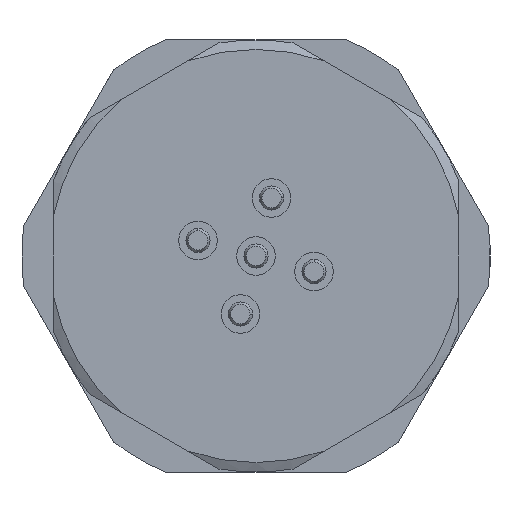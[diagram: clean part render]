
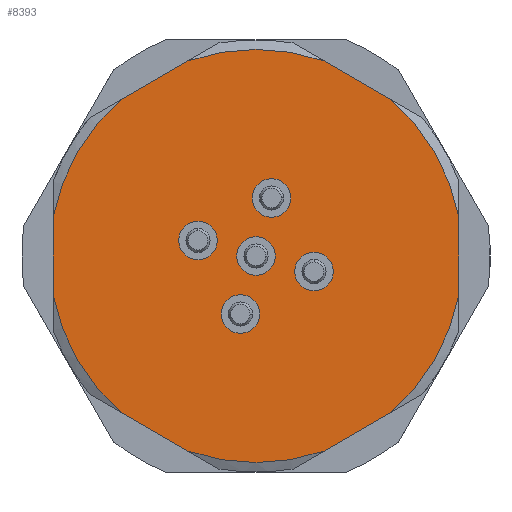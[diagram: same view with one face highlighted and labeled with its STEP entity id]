
A CAD part, front view. The second image highlights one B-rep face of the part: STEP entity #8393.
In plain terms, the highlighted planar face has unit normal (0, -1, 0).
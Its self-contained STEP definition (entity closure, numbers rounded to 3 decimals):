
#53=DIRECTION('',(0.866,0.,0.5));
#54=VECTOR('',#53,3.198);
#55=CARTESIAN_POINT('',(2.84,-10.017,-8.118));
#56=LINE('',#55,#54);
#62=CARTESIAN_POINT('',(5.61,-10.017,-6.518));
#87=CARTESIAN_POINT('',(0.,-10.017,0.));
#88=DIRECTION('',(0.,-1.,0.));
#89=DIRECTION('',(-0.652,0.,0.758));
#90=AXIS2_PLACEMENT_3D('',#87,#88,#89);
#92=CARTESIAN_POINT('',(0.,-10.017,0.));
#93=DIRECTION('',(0.,-1.,0.));
#94=DIRECTION('',(0.652,0.,-0.758));
#95=AXIS2_PLACEMENT_3D('',#92,#93,#94);
#102=CARTESIAN_POINT('',(0.,-10.017,0.));
#103=DIRECTION('',(0.,1.,0.));
#104=DIRECTION('',(0.33,0.,-0.944));
#105=AXIS2_PLACEMENT_3D('',#102,#103,#104);
#107=DIRECTION('',(-0.866,0.,0.5));
#108=VECTOR('',#107,3.198);
#109=CARTESIAN_POINT('',(-2.84,-10.017,
-8.118));
#110=LINE('',#109,#108);
#111=CARTESIAN_POINT('',(0.,-10.017,0.));
#112=DIRECTION('',(0.,1.,0.));
#113=DIRECTION('',(-0.652,0.,-0.758));
#114=AXIS2_PLACEMENT_3D('',#111,#112,#113);
#116=DIRECTION('',(0.,0.,1.));
#117=VECTOR('',#116,3.198);
#118=CARTESIAN_POINT('',(-8.45,-10.017,-1.599));
#119=LINE('',#118,#117);
#120=CARTESIAN_POINT('',(0.,-10.017,0.));
#121=DIRECTION('',(0.,1.,0.));
#122=DIRECTION('',(-0.33,0.,0.944));
#123=AXIS2_PLACEMENT_3D('',#120,#121,#122);
#125=CARTESIAN_POINT('',(0.,-10.017,0.));
#126=DIRECTION('',(0.,1.,0.));
#127=DIRECTION('',(0.652,0.,0.758));
#128=AXIS2_PLACEMENT_3D('',#125,#126,#127);
#130=CARTESIAN_POINT('',(2.415,-10.017,
-0.647));
#131=DIRECTION('',(0.,1.,0.));
#132=DIRECTION('',(0.,0.,-1.));
#133=AXIS2_PLACEMENT_3D('',#130,#131,#132);
#144=CARTESIAN_POINT('',(2.415,-10.017,
-0.647));
#145=DIRECTION('',(0.,1.,0.));
#146=DIRECTION('',(0.,0.,1.));
#147=AXIS2_PLACEMENT_3D('',#144,#145,#146);
#204=CARTESIAN_POINT('',(0.647,-10.017,2.415));
#205=DIRECTION('',(0.,1.,0.));
#206=DIRECTION('',(1.,0.,0.));
#207=AXIS2_PLACEMENT_3D('',#204,#205,#206);
#218=CARTESIAN_POINT('',(0.647,-10.017,2.415));
#219=DIRECTION('',(0.,1.,0.));
#220=DIRECTION('',(-1.,0.,0.));
#221=AXIS2_PLACEMENT_3D('',#218,#219,#220);
#278=CARTESIAN_POINT('',(-2.415,-10.017,
0.647));
#279=DIRECTION('',(0.,1.,0.));
#280=DIRECTION('',(0.,0.,1.));
#281=AXIS2_PLACEMENT_3D('',#278,#279,#280);
#292=CARTESIAN_POINT('',(-2.415,-10.017,
0.647));
#293=DIRECTION('',(0.,1.,0.));
#294=DIRECTION('',(0.,0.,-1.));
#295=AXIS2_PLACEMENT_3D('',#292,#293,#294);
#352=CARTESIAN_POINT('',(-0.647,-10.017,
-2.415));
#353=DIRECTION('',(0.,1.,0.));
#354=DIRECTION('',(-1.,0.,0.));
#355=AXIS2_PLACEMENT_3D('',#352,#353,#354);
#366=CARTESIAN_POINT('',(-0.647,-10.017,
-2.415));
#367=DIRECTION('',(0.,1.,0.));
#368=DIRECTION('',(1.,0.,0.));
#369=AXIS2_PLACEMENT_3D('',#366,#367,#368);
#426=CARTESIAN_POINT('',(0.,-10.017,0.));
#427=DIRECTION('',(0.,1.,0.));
#428=DIRECTION('',(-1.,0.,0.));
#429=AXIS2_PLACEMENT_3D('',#426,#427,#428);
#440=CARTESIAN_POINT('',(0.,-10.017,0.));
#441=DIRECTION('',(0.,1.,0.));
#442=DIRECTION('',(1.,0.,0.));
#443=AXIS2_PLACEMENT_3D('',#440,#441,#442);
#532=CARTESIAN_POINT('',(-8.45,-10.017,1.599));
#606=DIRECTION('',(-0.866,0.,0.5));
#607=VECTOR('',#606,3.198);
#608=CARTESIAN_POINT('',(5.61,-10.017,6.518));
#609=LINE('',#608,#607);
#642=DIRECTION('',(-0.866,0.,-0.5));
#643=VECTOR('',#642,3.198);
#644=CARTESIAN_POINT('',(-2.84,-10.017,8.118));
#645=LINE('',#644,#643);
#651=CARTESIAN_POINT('',(-5.61,-10.017,6.518));
#671=CARTESIAN_POINT('',(8.45,-10.017,-1.599));
#678=DIRECTION('',(0.,0.,1.));
#679=VECTOR('',#678,3.198);
#680=CARTESIAN_POINT('',(8.45,-10.017,-1.599));
#681=LINE('',#680,#679);
#8023=CARTESIAN_POINT('',(2.84,-10.017,
-8.118));
#8024=CARTESIAN_POINT('',(-2.84,-10.017,
-8.118));
#8025=VERTEX_POINT('',#8023);
#8026=VERTEX_POINT('',#8024);
#8027=CARTESIAN_POINT('',(-5.61,-10.017,
-6.518));
#8028=CARTESIAN_POINT('',(-8.45,-10.017,-1.599));
#8029=VERTEX_POINT('',#8027);
#8030=VERTEX_POINT('',#8028);
#8031=CARTESIAN_POINT('',(-2.84,-10.017,
8.118));
#8032=CARTESIAN_POINT('',(2.84,-10.017,8.118));
#8033=VERTEX_POINT('',#8031);
#8034=VERTEX_POINT('',#8032);
#8035=CARTESIAN_POINT('',(5.61,-10.017,6.518));
#8036=CARTESIAN_POINT('',(8.45,-10.017,1.599));
#8037=VERTEX_POINT('',#8035);
#8038=VERTEX_POINT('',#8036);
#8044=VERTEX_POINT('',#651);
#8045=VERTEX_POINT('',#671);
#8048=VERTEX_POINT('',#62);
#8049=VERTEX_POINT('',#532);
#8104=CARTESIAN_POINT('',(-0.8,-10.017,0.));
#8105=CARTESIAN_POINT('',(0.8,-10.017,0.));
#8106=VERTEX_POINT('',#8104);
#8107=VERTEX_POINT('',#8105);
#8108=CARTESIAN_POINT('',(-1.447,-10.017,
-2.415));
#8109=CARTESIAN_POINT('',(0.153,-10.017,
-2.415));
#8110=VERTEX_POINT('',#8108);
#8111=VERTEX_POINT('',#8109);
#8112=CARTESIAN_POINT('',(-2.415,-10.017,
1.447));
#8113=CARTESIAN_POINT('',(-2.415,-10.017,
-0.153));
#8114=VERTEX_POINT('',#8112);
#8115=VERTEX_POINT('',#8113);
#8116=CARTESIAN_POINT('',(1.447,-10.017,2.415));
#8117=CARTESIAN_POINT('',(-0.153,-10.017,
2.415));
#8118=VERTEX_POINT('',#8116);
#8119=VERTEX_POINT('',#8117);
#8120=CARTESIAN_POINT('',(2.415,-10.017,
-1.447));
#8121=CARTESIAN_POINT('',(2.415,-10.017,
0.153));
#8122=VERTEX_POINT('',#8120);
#8123=VERTEX_POINT('',#8121);
#8339=CARTESIAN_POINT('',(-3.875,-10.017,6.712));
#8340=DIRECTION('',(0.,-1.,0.));
#8341=DIRECTION('',(-0.5,0.,0.866));
#8342=AXIS2_PLACEMENT_3D('',#8339,#8340,#8341);
#8343=PLANE('',#8342);
#8344=ORIENTED_EDGE('',*,*,#8330,.F.);
#8345=ORIENTED_EDGE('',*,*,#8224,.F.);
#8346=ORIENTED_EDGE('',*,*,#8319,.T.);
#8348=ORIENTED_EDGE('',*,*,#8347,.T.);
#8349=ORIENTED_EDGE('',*,*,#8304,.T.);
#8351=ORIENTED_EDGE('',*,*,#8350,.T.);
#8352=ORIENTED_EDGE('',*,*,#8288,.F.);
#8354=ORIENTED_EDGE('',*,*,#8353,.F.);
#8355=ORIENTED_EDGE('',*,*,#8252,.T.);
#8357=ORIENTED_EDGE('',*,*,#8356,.F.);
#8358=ORIENTED_EDGE('',*,*,#8272,.T.);
#8360=ORIENTED_EDGE('',*,*,#8359,.F.);
#8361=EDGE_LOOP('',(#8344,#8345,#8346,#8348,#8349,#8351,#8352,#8354,#8355,#8357,
#8358,#8360));
#8362=FACE_OUTER_BOUND('',#8361,.F.);
#8364=ORIENTED_EDGE('',*,*,#8363,.F.);
#8366=ORIENTED_EDGE('',*,*,#8365,.F.);
#8367=EDGE_LOOP('',(#8364,#8366));
#8368=FACE_BOUND('',#8367,.F.);
#8370=ORIENTED_EDGE('',*,*,#8369,.F.);
#8372=ORIENTED_EDGE('',*,*,#8371,.F.);
#8373=EDGE_LOOP('',(#8370,#8372));
#8374=FACE_BOUND('',#8373,.F.);
#8376=ORIENTED_EDGE('',*,*,#8375,.F.);
#8378=ORIENTED_EDGE('',*,*,#8377,.F.);
#8379=EDGE_LOOP('',(#8376,#8378));
#8380=FACE_BOUND('',#8379,.F.);
#8382=ORIENTED_EDGE('',*,*,#8381,.F.);
#8384=ORIENTED_EDGE('',*,*,#8383,.F.);
#8385=EDGE_LOOP('',(#8382,#8384));
#8386=FACE_BOUND('',#8385,.F.);
#8388=ORIENTED_EDGE('',*,*,#8387,.F.);
#8390=ORIENTED_EDGE('',*,*,#8389,.F.);
#8391=EDGE_LOOP('',(#8388,#8390));
#8392=FACE_BOUND('',#8391,.F.);
#8393=ADVANCED_FACE('',(#8362,#8368,#8374,#8380,#8386,#8392),#8343,.T.);
#91=CIRCLE('',#90,8.6);
#96=CIRCLE('',#95,8.6);
#106=CIRCLE('',#105,8.6);
#115=CIRCLE('',#114,8.6);
#124=CIRCLE('',#123,8.6);
#129=CIRCLE('',#128,8.6);
#134=CIRCLE('',#133,0.8);
#148=CIRCLE('',#147,0.8);
#208=CIRCLE('',#207,0.8);
#222=CIRCLE('',#221,0.8);
#282=CIRCLE('',#281,0.8);
#296=CIRCLE('',#295,0.8);
#356=CIRCLE('',#355,0.8);
#370=CIRCLE('',#369,0.8);
#430=CIRCLE('',#429,0.8);
#444=CIRCLE('',#443,0.8);
#8224=EDGE_CURVE('',#8025,#8048,#56,.T.);
#8252=EDGE_CURVE('',#8033,#8034,#124,.T.);
#8272=EDGE_CURVE('',#8037,#8038,#129,.T.);
#8288=EDGE_CURVE('',#8044,#8049,#91,.T.);
#8304=EDGE_CURVE('',#8029,#8030,#115,.T.);
#8319=EDGE_CURVE('',#8025,#8026,#106,.T.);
#8330=EDGE_CURVE('',#8048,#8045,#96,.T.);
#8347=EDGE_CURVE('',#8026,#8029,#110,.T.);
#8350=EDGE_CURVE('',#8030,#8049,#119,.T.);
#8353=EDGE_CURVE('',#8033,#8044,#645,.T.);
#8356=EDGE_CURVE('',#8037,#8034,#609,.T.);
#8359=EDGE_CURVE('',#8045,#8038,#681,.T.);
#8363=EDGE_CURVE('',#8118,#8119,#208,.T.);
#8365=EDGE_CURVE('',#8119,#8118,#222,.T.);
#8369=EDGE_CURVE('',#8114,#8115,#282,.T.);
#8371=EDGE_CURVE('',#8115,#8114,#296,.T.);
#8375=EDGE_CURVE('',#8110,#8111,#356,.T.);
#8377=EDGE_CURVE('',#8111,#8110,#370,.T.);
#8381=EDGE_CURVE('',#8106,#8107,#430,.T.);
#8383=EDGE_CURVE('',#8107,#8106,#444,.T.);
#8387=EDGE_CURVE('',#8122,#8123,#134,.T.);
#8389=EDGE_CURVE('',#8123,#8122,#148,.T.);
